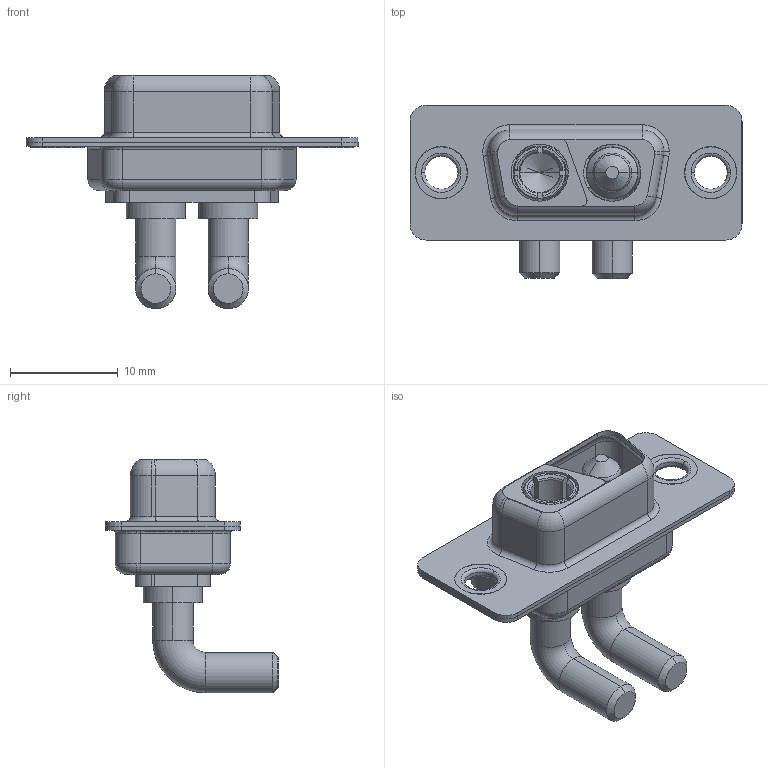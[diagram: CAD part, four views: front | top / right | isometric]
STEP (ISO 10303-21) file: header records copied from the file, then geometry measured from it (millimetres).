
FILE_DESCRIPTION (( 'STEP AP203' ), '1' );
FILE_NAME ('630-2WK2240-4T1.STEP', '2022-05-26T22:57:15', ( '' ), ( '' ), 'SwSTEP 2.0', 'SolidWorks 2020', '' );
FILE_SCHEMA (( 'CONFIG_CONTROL_DESIGN' ));
Length unit declared in the file: millimetre
Products named in the file (7): 630-2WK2240-4T1; 630Combo Thru Hole Rivet; 630Combo Shell Front_09 Contacts; Power Pin_40A RA; Power Socket_40A RA; 630Combo Housing_2WK2; 630Combo Shell Rear_09 Contacts
Assembly tree (7 placements, depth 2):
  630-2WK2240-4T1
    630Combo Housing_2WK2
    630Combo Shell Front_09 Contacts
    630Combo Shell Rear_09 Contacts
    630Combo Thru Hole Rivet  x2
    Power Socket_40A RA
    Power Pin_40A RA
Bounding box: 30.8 x 16.05 x 21.68 mm (x, y, z)
Volume: 1765.6 mm3; surface area: 4043.9 mm2
Topology: 9 solids, 9 shells, 375 faces, 904 edges, 562 vertices
Faces by surface type: cylinder 168, plane 106, torus 75, cone 24, bspline 2
Entity records: 11506 total; most frequent: CARTESIAN_POINT 2215, DIRECTION 1928, ORIENTED_EDGE 1716, EDGE_CURVE 858, AXIS2_PLACEMENT_3D 792, VERTEX_POINT 538, CIRCLE 429, EDGE_LOOP 392
